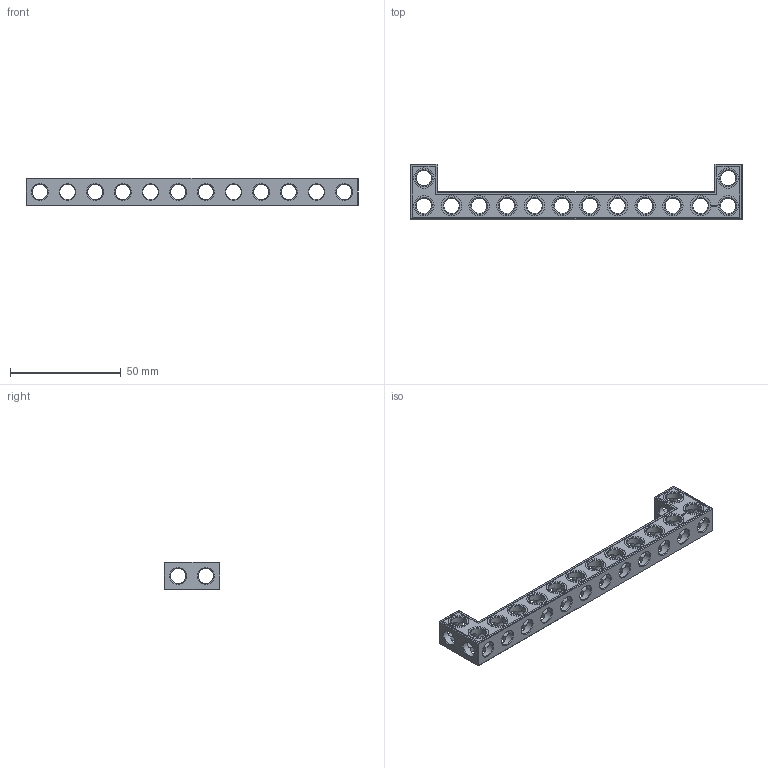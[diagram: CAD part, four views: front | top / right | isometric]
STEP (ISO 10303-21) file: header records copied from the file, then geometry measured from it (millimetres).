
FILE_DESCRIPTION(('FreeCAD Model'),'2;1');
FILE_NAME('Open CASCADE Shape Model','2022-02-26T15:43:23',('Author'),( ''),'Open CASCADE STEP processor 7.5','FreeCAD','Unknown');
FILE_SCHEMA(('AUTOMOTIVE_DESIGN { 1 0 10303 214 1 1 1 1 }'));
Products named in the file (1): Beam AGD ESS USH SYM BU12x02x01 - SPN-BEM-0480 (stemfie.org)
Bounding box: 150 x 25 x 12.5 mm (x, y, z)
Volume: 13670 mm3; surface area: 12348.4 mm2
Topology: 1 solids, 1 shells, 690 faces, 2002 edges, 1308 vertices
Faces by surface type: plane 389, extrusion 158, cylinder 85, cone 58
Full cylindrical faces by diameter (mm): 6.98 x6, 7 x65, 9.2 x14
Entity records: 62896 total; most frequent: CARTESIAN_POINT 24893, DIRECTION 6224, VECTOR 4346, LINE 4188, ORIENTED_EDGE 4004, PCURVE 4004, DEFINITIONAL_REPRESENTATION 4004, EDGE_CURVE 2002
